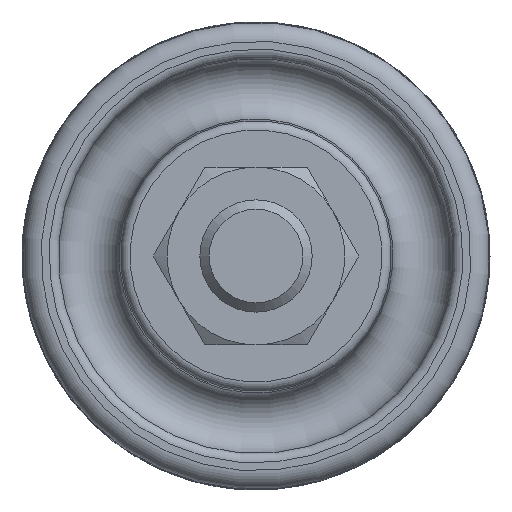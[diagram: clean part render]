
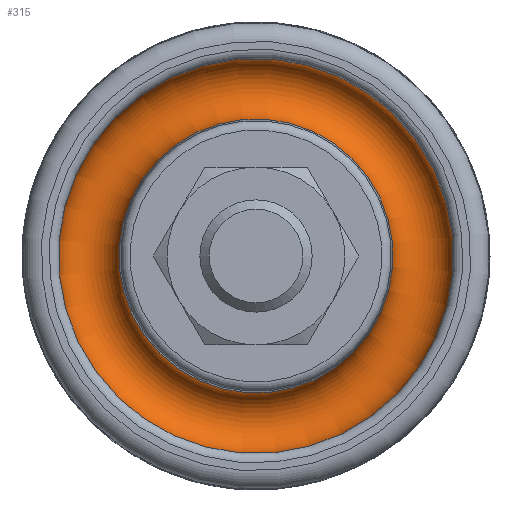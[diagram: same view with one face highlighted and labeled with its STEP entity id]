
A CAD part, left-side view. The second image highlights one B-rep face of the part: STEP entity #315.
In plain terms, the highlighted toroidal (fillet/blend) face has major radius 17.866 mm and minor radius 3.234 mm.
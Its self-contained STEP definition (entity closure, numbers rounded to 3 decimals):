
#229=CARTESIAN_POINT('',(-146.8,-8.742,19.204));
#230=VERTEX_POINT('',#229);
#231=CARTESIAN_POINT('',(-146.8,0.,0.));
#232=DIRECTION('',(-1.0,0.,0.));
#233=DIRECTION('',(0.,-0.414,0.91));
#234=AXIS2_PLACEMENT_3D('',#231,#232,#233);
#235=CIRCLE('',#234,21.1);
#236=EDGE_CURVE('',#230,#230,#235,.T.);
#277=CARTESIAN_POINT('',(-146.574,-6.065,13.324));
#278=VERTEX_POINT('',#277);
#279=CARTESIAN_POINT('',(-146.574,0.,0.));
#280=DIRECTION('',(-1.0,0.,0.));
#281=DIRECTION('',(0.,-0.414,0.91));
#282=AXIS2_PLACEMENT_3D('',#279,#280,#281);
#283=CIRCLE('',#282,14.64);
#284=EDGE_CURVE('',#278,#278,#283,.T.);
#304=CARTESIAN_POINT('',(-146.8,0.,0.));
#305=DIRECTION('',(-1.0,0.,0.));
#306=DIRECTION('',(0.,0.414,-0.91));
#307=AXIS2_PLACEMENT_3D('',#304,#305,#306);
#308=TOROIDAL_SURFACE('',#307,17.866,3.234);
#309=ORIENTED_EDGE('',*,*,#236,.T.);
#310=EDGE_LOOP('',(#309));
#311=FACE_OUTER_BOUND('',#310,.T.);
#312=ORIENTED_EDGE('',*,*,#284,.F.);
#313=EDGE_LOOP('',(#312));
#314=FACE_BOUND('',#313,.T.);
#315=ADVANCED_FACE('',(#311,#314),#308,.F.);
